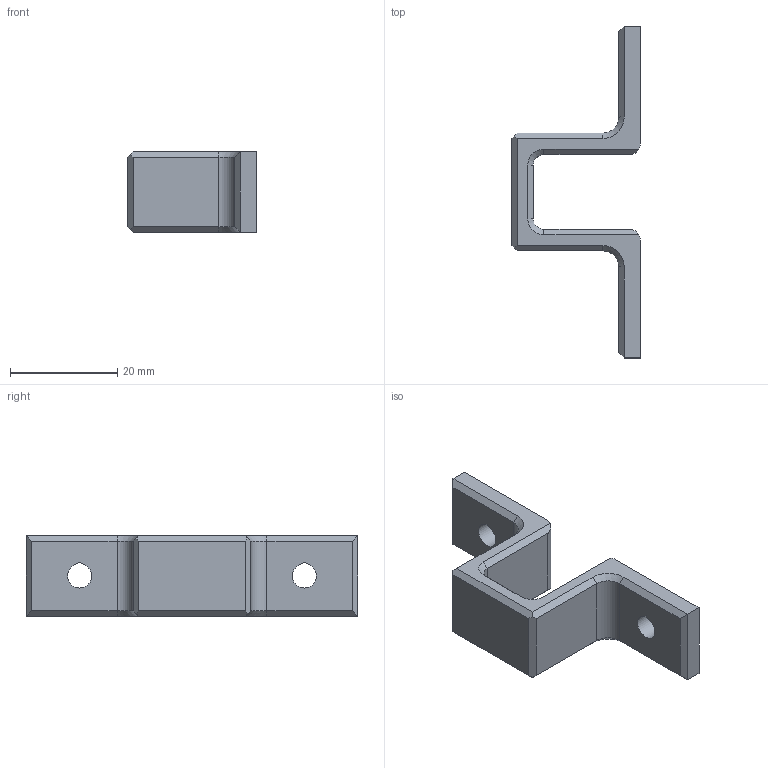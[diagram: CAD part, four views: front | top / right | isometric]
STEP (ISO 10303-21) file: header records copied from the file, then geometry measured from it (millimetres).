
FILE_DESCRIPTION(('FreeCAD Model'),'2;1');
FILE_NAME('Open CASCADE Shape Model','2025-08-04T21:22:28',(''),(''), 'Open CASCADE STEP processor 7.9','FreeCAD','Unknown');
FILE_SCHEMA(('AUTOMOTIVE_DESIGN { 1 0 10303 214 1 1 1 1 }'));
Length unit declared in the file: millimetre
Products named in the file (1): Body
Bounding box: 24 x 62 x 15 mm (x, y, z)
Volume: 5871 mm3; surface area: 3752.5 mm2
Topology: 1 solids, 1 shells, 54 faces, 136 edges, 84 vertices
Faces by surface type: plane 38, cylinder 8, cone 8
Entity records: 1618 total; most frequent: CARTESIAN_POINT 275, DIRECTION 274, ORIENTED_EDGE 272, EDGE_CURVE 136, LINE 108, VECTOR 108, VERTEX_POINT 84, AXIS2_PLACEMENT_3D 83
